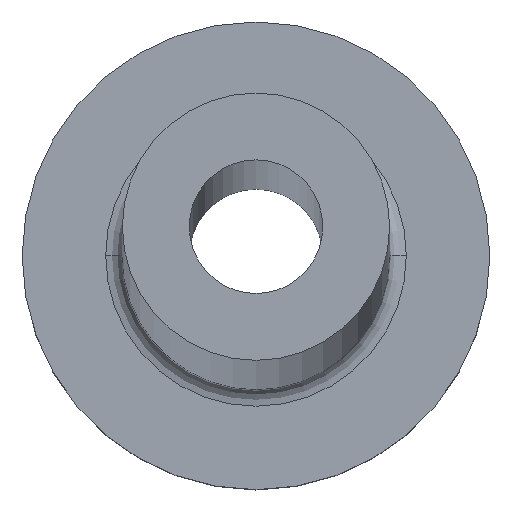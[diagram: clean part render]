
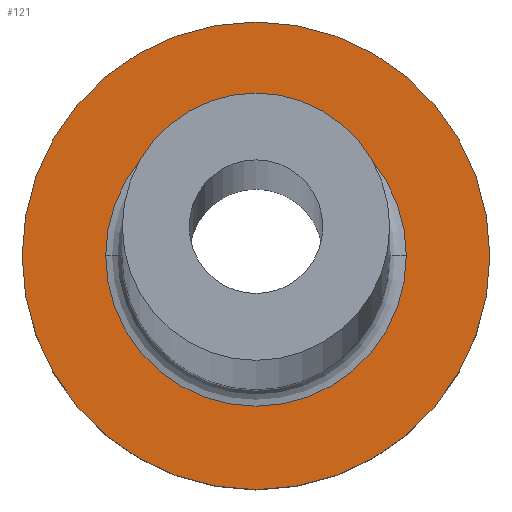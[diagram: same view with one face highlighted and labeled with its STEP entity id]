
A CAD part, top view. The second image highlights one B-rep face of the part: STEP entity #121.
In plain terms, the highlighted planar face has unit normal (0, 0, 1).
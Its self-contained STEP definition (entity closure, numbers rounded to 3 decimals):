
#16 = CARTESIAN_POINT ( 'NONE',  ( 0., 0., 5. ) ) ;
#25 = FACE_BOUND ( 'NONE', #228, .T. ) ;
#27 = DIRECTION ( 'NONE',  ( 1., 0., 0. ) ) ;
#32 = DIRECTION ( 'NONE',  ( 0., 0., -1. ) ) ;
#36 = CIRCLE ( 'NONE', #65, 7. ) ;
#51 = EDGE_LOOP ( 'NONE', ( #255, #156 ) ) ;
#60 = CARTESIAN_POINT ( 'NONE',  ( 7., 0., 5. ) ) ;
#61 = EDGE_CURVE ( 'NONE', #224, #251, #198, .T. ) ;
#63 = DIRECTION ( 'NONE',  ( 1., 0., 0. ) ) ;
#64 = CARTESIAN_POINT ( 'NONE',  ( 0., 0., 5. ) ) ;
#65 = AXIS2_PLACEMENT_3D ( 'NONE', #16, #375, #290 ) ;
#69 = CARTESIAN_POINT ( 'NONE',  ( -7., 0., 5. ) ) ;
#70 = DIRECTION ( 'NONE',  ( 1., 0., 0. ) ) ;
#96 = CARTESIAN_POINT ( 'NONE',  ( 4.5, 0., 5. ) ) ;
#110 = CIRCLE ( 'NONE', #117, 7. ) ;
#111 = CIRCLE ( 'NONE', #366, 4.5 ) ;
#116 = DIRECTION ( 'NONE',  ( 0., 0., 1. ) ) ;
#117 = AXIS2_PLACEMENT_3D ( 'NONE', #64, #220, #70 ) ;
#121 = ADVANCED_FACE ( 'NONE', ( #25, #298 ), #356, .T. ) ;
#126 = VERTEX_POINT ( 'NONE', #60 ) ;
#156 = ORIENTED_EDGE ( 'NONE', *, *, #344, .T. ) ;
#189 = CARTESIAN_POINT ( 'NONE',  ( 0., 0., 5. ) ) ;
#196 = VERTEX_POINT ( 'NONE', #69 ) ;
#197 = EDGE_CURVE ( 'NONE', #196, #126, #110, .T. ) ;
#198 = CIRCLE ( 'NONE', #217, 4.5 ) ;
#209 = EDGE_CURVE ( 'NONE', #251, #224, #111, .T. ) ;
#217 = AXIS2_PLACEMENT_3D ( 'NONE', #267, #263, #27 ) ;
#220 = DIRECTION ( 'NONE',  ( 0., 0., 1. ) ) ;
#224 = VERTEX_POINT ( 'NONE', #329 ) ;
#228 = EDGE_LOOP ( 'NONE', ( #371, #314 ) ) ;
#251 = VERTEX_POINT ( 'NONE', #96 ) ;
#255 = ORIENTED_EDGE ( 'NONE', *, *, #197, .T. ) ;
#263 = DIRECTION ( 'NONE',  ( 0., 0., -1. ) ) ;
#264 = CARTESIAN_POINT ( 'NONE',  ( 0., 0., 5. ) ) ;
#267 = CARTESIAN_POINT ( 'NONE',  ( 0., 0., 5. ) ) ;
#290 = DIRECTION ( 'NONE',  ( 1., 0., 0. ) ) ;
#298 = FACE_OUTER_BOUND ( 'NONE', #51, .T. ) ;
#314 = ORIENTED_EDGE ( 'NONE', *, *, #61, .T. ) ;
#329 = CARTESIAN_POINT ( 'NONE',  ( -4.5, 0., 5. ) ) ;
#344 = EDGE_CURVE ( 'NONE', #126, #196, #36, .T. ) ;
#356 = PLANE ( 'NONE',  #372 ) ;
#362 = DIRECTION ( 'NONE',  ( 1., 0., 0. ) ) ;
#366 = AXIS2_PLACEMENT_3D ( 'NONE', #189, #32, #362 ) ;
#371 = ORIENTED_EDGE ( 'NONE', *, *, #209, .T. ) ;
#372 = AXIS2_PLACEMENT_3D ( 'NONE', #264, #116, #63 ) ;
#375 = DIRECTION ( 'NONE',  ( 0., 0., 1. ) ) ;
